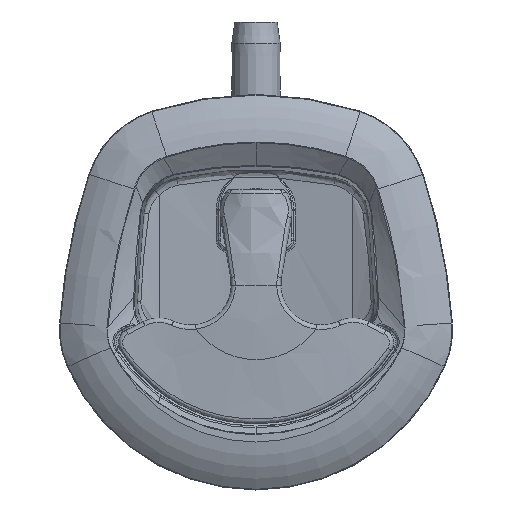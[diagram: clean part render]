
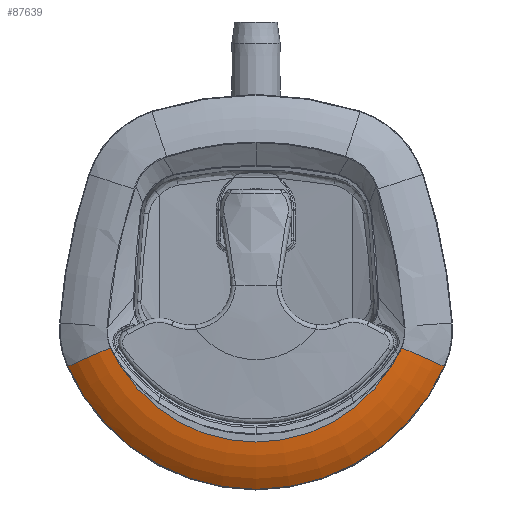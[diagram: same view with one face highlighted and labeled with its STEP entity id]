
A CAD part, top view. The second image highlights one B-rep face of the part: STEP entity #87639.
In plain terms, the highlighted toroidal (fillet/blend) face has major radius 52.75 mm and minor radius 33.299 mm.
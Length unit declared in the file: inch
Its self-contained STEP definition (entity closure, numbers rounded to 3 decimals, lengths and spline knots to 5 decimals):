
#2152=TOROIDAL_SURFACE('',#94140,2.07678,1.311);
#20916=FACE_OUTER_BOUND('',#26336,.T.);
#26336=EDGE_LOOP('',(#69173,#69174,#69175,#69176,#69177,#69178,#69179,#69180,
#69181,#69182));
#30744=CIRCLE('',#94141,1.311);
#30745=CIRCLE('',#94142,2.22334);
#30746=CIRCLE('',#94143,1.311);
#30747=CIRCLE('',#94144,2.88572);
#34124=B_SPLINE_CURVE_WITH_KNOTS('',3,(#151831,#151832,#151833,#151834),
 .UNSPECIFIED.,.F.,.F.,(4,4),(-0.06578,-0.06501),
 .UNSPECIFIED.);
#34125=B_SPLINE_CURVE_WITH_KNOTS('',3,(#151836,#151837,#151838,#151839,
#151840,#151841,#151842,#151843,#151844,#151845),.UNSPECIFIED.,.F.,.F.,
(4,3,3,4),(-0.28278,-0.16722,-0.13949,0.),
 .UNSPECIFIED.);
#34126=B_SPLINE_CURVE_WITH_KNOTS('',3,(#151847,#151848,#151849,#151850,
#151851,#151852,#151853,#151854),.UNSPECIFIED.,.F.,.F.,(4,2,2,4),(-0.48689,
-0.40286,-0.19937,0.),.UNSPECIFIED.);
#34127=B_SPLINE_CURVE_WITH_KNOTS('',3,(#151858,#151859,#151860,#151861,
#151862,#151863,#151864,#151865,#151866,#151867,#151868,#151869,#151870),
 .UNSPECIFIED.,.F.,.F.,(4,3,3,3,4),(-0.27809,-0.20794,
-0.1378,-0.04456,0.),.UNSPECIFIED.);
#34128=B_SPLINE_CURVE_WITH_KNOTS('',3,(#151872,#151873,#151874,#151875,
#151876,#151877,#151878,#151879,#151880,#151881,#151882,#151883,#151884),
 .UNSPECIFIED.,.F.,.F.,(4,3,3,3,4),(-0.28318,-0.14587,
-0.13799,-0.02274,0.),.UNSPECIFIED.);
#34129=B_SPLINE_CURVE_WITH_KNOTS('',3,(#151886,#151887,#151888,#151889),
 .UNSPECIFIED.,.F.,.F.,(4,4),(-0.00077,0.),.UNSPECIFIED.);
#39445=VERTEX_POINT('',#151827);
#39446=VERTEX_POINT('',#151828);
#39447=VERTEX_POINT('',#151830);
#39448=VERTEX_POINT('',#151835);
#39449=VERTEX_POINT('',#151846);
#39450=VERTEX_POINT('',#151855);
#39451=VERTEX_POINT('',#151857);
#39452=VERTEX_POINT('',#151871);
#39453=VERTEX_POINT('',#151885);
#39454=VERTEX_POINT('',#151890);
#50009=EDGE_CURVE('',#39445,#39446,#30744,.T.);
#50010=EDGE_CURVE('',#39447,#39446,#34124,.T.);
#50011=EDGE_CURVE('',#39448,#39447,#34125,.T.);
#50012=EDGE_CURVE('',#39449,#39448,#34126,.T.);
#50013=EDGE_CURVE('',#39449,#39450,#30745,.T.);
#50014=EDGE_CURVE('',#39451,#39450,#34127,.T.);
#50015=EDGE_CURVE('',#39452,#39451,#34128,.T.);
#50016=EDGE_CURVE('',#39453,#39452,#34129,.T.);
#50017=EDGE_CURVE('',#39454,#39453,#30746,.T.);
#50018=EDGE_CURVE('',#39445,#39454,#30747,.T.);
#69173=ORIENTED_EDGE('',*,*,#50009,.T.);
#69174=ORIENTED_EDGE('',*,*,#50010,.F.);
#69175=ORIENTED_EDGE('',*,*,#50011,.F.);
#69176=ORIENTED_EDGE('',*,*,#50012,.F.);
#69177=ORIENTED_EDGE('',*,*,#50013,.T.);
#69178=ORIENTED_EDGE('',*,*,#50014,.F.);
#69179=ORIENTED_EDGE('',*,*,#50015,.F.);
#69180=ORIENTED_EDGE('',*,*,#50016,.F.);
#69181=ORIENTED_EDGE('',*,*,#50017,.F.);
#69182=ORIENTED_EDGE('',*,*,#50018,.F.);
#87639=ADVANCED_FACE('',(#20916),#2152,.T.);
#94140=AXIS2_PLACEMENT_3D('',#151826,#108101,#108102);
#94141=AXIS2_PLACEMENT_3D('',#151829,#108103,#108104);
#94142=AXIS2_PLACEMENT_3D('',#151856,#108105,#108106);
#94143=AXIS2_PLACEMENT_3D('',#151891,#108107,#108108);
#94144=AXIS2_PLACEMENT_3D('',#151892,#108109,#108110);
#108101=DIRECTION('center_axis',(0.,0.,1.));
#108102=DIRECTION('ref_axis',(1.,0.,0.));
#108103=DIRECTION('center_axis',(-0.402,-0.915,
0.));
#108104=DIRECTION('ref_axis',(0.572,-0.251,0.781));
#108105=DIRECTION('center_axis',(0.,0.,-1.));
#108106=DIRECTION('ref_axis',(0.915,-0.402,0.));
#108107=DIRECTION('center_axis',(-0.402,0.915,0.));
#108108=DIRECTION('ref_axis',(-0.572,-0.251,0.781));
#108109=DIRECTION('center_axis',(0.,0.,-1.));
#108110=DIRECTION('ref_axis',(0.,-1.,0.));
#151826=CARTESIAN_POINT('Origin',(0.,1.3923,-1.02378));
#151827=CARTESIAN_POINT('',(2.64182,0.23119,0.00788));
#151828=CARTESIAN_POINT('',(2.04543,0.49331,0.27772));
#151829=CARTESIAN_POINT('Origin',(1.90125,0.55668,-1.02378));
#151830=CARTESIAN_POINT('',(2.04532,0.49302,0.27772));
#151831=CARTESIAN_POINT('Ctrl Pts',(2.04532,0.49302,
0.27772));
#151832=CARTESIAN_POINT('Ctrl Pts',(2.04536,0.49312,
0.27772));
#151833=CARTESIAN_POINT('Ctrl Pts',(2.0454,0.49321,0.27772));
#151834=CARTESIAN_POINT('Ctrl Pts',(2.04543,0.49331,
0.27772));
#151835=CARTESIAN_POINT('',(1.99625,0.39338,0.27797));
#151836=CARTESIAN_POINT('Ctrl Pts',(1.99625,0.39338,
0.27797));
#151837=CARTESIAN_POINT('Ctrl Pts',(2.00388,0.40651,
0.27786));
#151838=CARTESIAN_POINT('Ctrl Pts',(2.0111,0.41977,
0.27777));
#151839=CARTESIAN_POINT('Ctrl Pts',(2.01796,0.43325,
0.27773));
#151840=CARTESIAN_POINT('Ctrl Pts',(2.01961,0.43649,0.27771));
#151841=CARTESIAN_POINT('Ctrl Pts',(2.02124,0.43974,
0.2777));
#151842=CARTESIAN_POINT('Ctrl Pts',(2.02284,0.44301,
0.2777));
#151843=CARTESIAN_POINT('Ctrl Pts',(2.03092,0.45943,
0.27766));
#151844=CARTESIAN_POINT('Ctrl Pts',(2.0384,0.47608,
0.27766));
#151845=CARTESIAN_POINT('Ctrl Pts',(2.04532,0.49302,
0.27772));
#151846=CARTESIAN_POINT('',(1.89648,0.23186,0.279));
#151847=CARTESIAN_POINT('Ctrl Pts',(1.89648,0.23186,
0.279));
#151848=CARTESIAN_POINT('Ctrl Pts',(1.90194,0.24079,
0.279));
#151849=CARTESIAN_POINT('Ctrl Pts',(1.9119,0.25636,
0.27894));
#151850=CARTESIAN_POINT('Ctrl Pts',(1.92416,0.27555,0.27885));
#151851=CARTESIAN_POINT('Ctrl Pts',(1.94228,0.30398,
0.27867));
#151852=CARTESIAN_POINT('Ctrl Pts',(1.96997,0.34885,0.27834));
#151853=CARTESIAN_POINT('Ctrl Pts',(1.98312,0.37075,
0.27816));
#151854=CARTESIAN_POINT('Ctrl Pts',(1.99625,0.39338,
0.27797));
#151855=CARTESIAN_POINT('',(-1.89648,0.23186,0.279));
#151856=CARTESIAN_POINT('Origin',(0.,1.3923,0.279));
#151857=CARTESIAN_POINT('',(-1.99625,0.39338,0.27797));
#151858=CARTESIAN_POINT('Ctrl Pts',(-1.99625,0.39338,
0.27797));
#151859=CARTESIAN_POINT('Ctrl Pts',(-1.98716,0.37771,
0.2781));
#151860=CARTESIAN_POINT('Ctrl Pts',(-1.97817,0.3626,
0.27822));
#151861=CARTESIAN_POINT('Ctrl Pts',(-1.96901,0.3475,
0.27834));
#151862=CARTESIAN_POINT('Ctrl Pts',(-1.95986,0.3324,
0.27846));
#151863=CARTESIAN_POINT('Ctrl Pts',(-1.95054,0.31732,
0.27857));
#151864=CARTESIAN_POINT('Ctrl Pts',(-1.94075,0.30175,
0.27868));
#151865=CARTESIAN_POINT('Ctrl Pts',(-1.92773,0.28105,
0.27882));
#151866=CARTESIAN_POINT('Ctrl Pts',(-1.91638,0.26343,
0.27891));
#151867=CARTESIAN_POINT('Ctrl Pts',(-1.90748,0.24942,
0.27896));
#151868=CARTESIAN_POINT('Ctrl Pts',(-1.90322,0.24272,
0.27899));
#151869=CARTESIAN_POINT('Ctrl Pts',(-1.89953,0.23685,
0.279));
#151870=CARTESIAN_POINT('Ctrl Pts',(-1.89648,0.23186,
0.279));
#151871=CARTESIAN_POINT('',(-2.04532,0.49302,0.27772));
#151872=CARTESIAN_POINT('Ctrl Pts',(-2.04532,0.49302,
0.27772));
#151873=CARTESIAN_POINT('Ctrl Pts',(-2.03851,0.47637,
0.27766));
#151874=CARTESIAN_POINT('Ctrl Pts',(-2.03117,0.46,
0.27766));
#151875=CARTESIAN_POINT('Ctrl Pts',(-2.02326,0.44385,
0.27769));
#151876=CARTESIAN_POINT('Ctrl Pts',(-2.0228,0.44292,
0.2777));
#151877=CARTESIAN_POINT('Ctrl Pts',(-2.02235,0.442,
0.2777));
#151878=CARTESIAN_POINT('Ctrl Pts',(-2.02189,0.44107,
0.2777));
#151879=CARTESIAN_POINT('Ctrl Pts',(-2.01519,0.42754,
0.27774));
#151880=CARTESIAN_POINT('Ctrl Pts',(-2.00814,0.41426,
0.27781));
#151881=CARTESIAN_POINT('Ctrl Pts',(-2.0007,0.40113,
0.27791));
#151882=CARTESIAN_POINT('Ctrl Pts',(-1.99923,0.39854,
0.27793));
#151883=CARTESIAN_POINT('Ctrl Pts',(-1.99775,0.39596,
0.27795));
#151884=CARTESIAN_POINT('Ctrl Pts',(-1.99625,0.39338,
0.27797));
#151885=CARTESIAN_POINT('',(-2.04543,0.49331,0.27772));
#151886=CARTESIAN_POINT('Ctrl Pts',(-2.04543,0.49331,
0.27772));
#151887=CARTESIAN_POINT('Ctrl Pts',(-2.0454,0.49321,
0.27772));
#151888=CARTESIAN_POINT('Ctrl Pts',(-2.04536,0.49312,
0.27772));
#151889=CARTESIAN_POINT('Ctrl Pts',(-2.04532,0.49302,
0.27772));
#151890=CARTESIAN_POINT('',(-2.64182,0.23119,0.00788));
#151891=CARTESIAN_POINT('Origin',(-1.90125,0.55668,-1.02378));
#151892=CARTESIAN_POINT('Origin',(0.,1.3923,0.00788));
